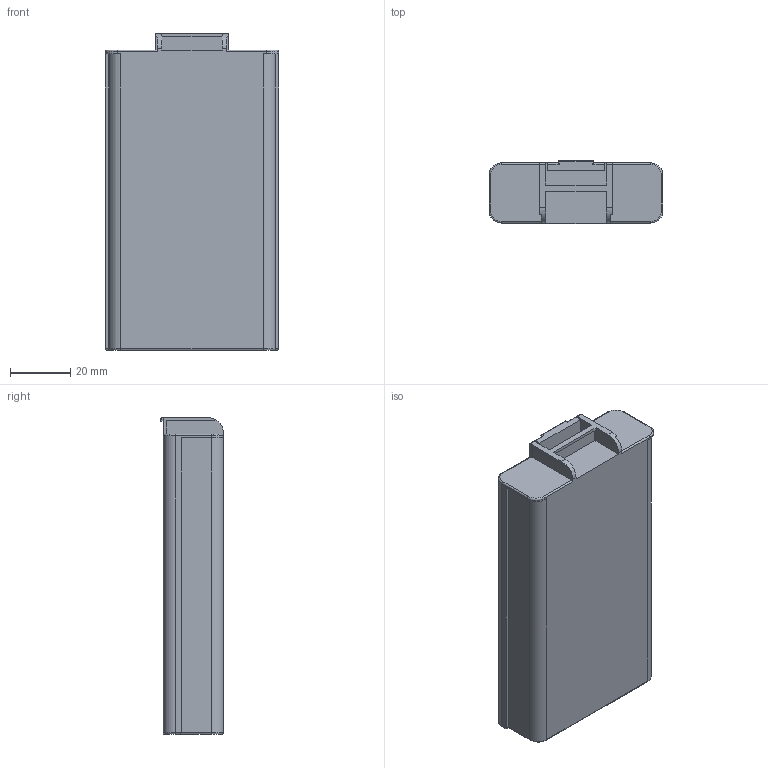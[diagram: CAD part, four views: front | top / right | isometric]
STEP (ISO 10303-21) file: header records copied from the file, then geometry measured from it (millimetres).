
FILE_DESCRIPTION (( 'STEP AP214' ), '1' );
FILE_NAME ('228-2604.STEP', '2013-05-02T02:28:00', ( '' ), ( '' ), 'SwSTEP 2.0', 'SolidWorks 2012', '' );
FILE_SCHEMA (( 'AUTOMOTIVE_DESIGN' ));
Length unit declared in the file: millimetre
Products named in the file (1): 228-2604
Bounding box: 57.6 x 20.8 x 105.1 mm (x, y, z)
Volume: 110567 mm3; surface area: 18302.6 mm2
Topology: 1 solids, 1 shells, 169 faces, 445 edges, 278 vertices
Faces by surface type: plane 99, cylinder 62, torus 8
Entity records: 5143 total; most frequent: CARTESIAN_POINT 977, ORIENTED_EDGE 890, DIRECTION 835, EDGE_CURVE 445, VECTOR 339, LINE 339, VERTEX_POINT 278, AXIS2_PLACEMENT_3D 248
